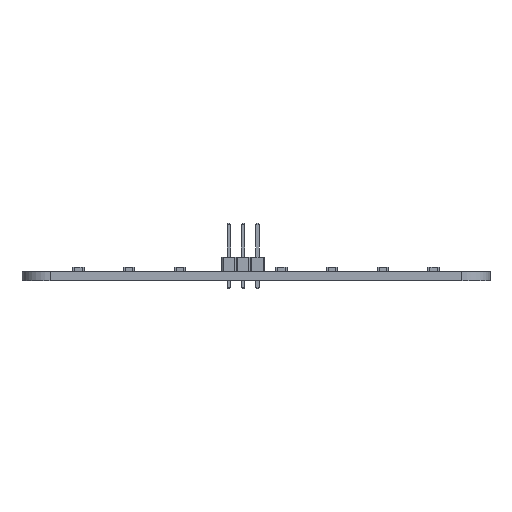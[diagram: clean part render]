
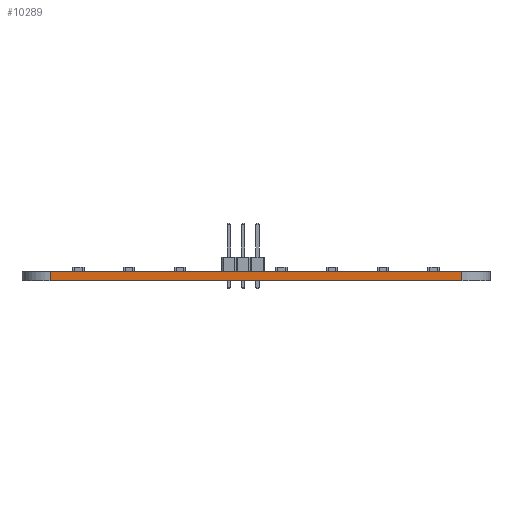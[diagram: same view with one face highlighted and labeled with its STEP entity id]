
A CAD part, left-side view. The second image highlights one B-rep face of the part: STEP entity #10289.
In plain terms, the highlighted planar face has unit normal (-1, 0, 0).
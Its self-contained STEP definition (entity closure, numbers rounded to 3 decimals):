
#8846 = CYLINDRICAL_SURFACE('',#8847,5.);
#8847 = AXIS2_PLACEMENT_3D('',#8848,#8849,#8850);
#8848 = CARTESIAN_POINT('',(45.,-45.,0.));
#8849 = DIRECTION('',(0.,0.,-1.));
#8850 = DIRECTION('',(1.,0.,0.));
#8874 = PLANE('',#8875);
#8875 = AXIS2_PLACEMENT_3D('',#8876,#8877,#8878);
#8876 = CARTESIAN_POINT('',(45.,-40.,1.6));
#8877 = DIRECTION('',(0.,0.,1.));
#8878 = DIRECTION('',(1.,0.,0.));
#8928 = PLANE('',#8929);
#8929 = AXIS2_PLACEMENT_3D('',#8930,#8931,#8932);
#8930 = CARTESIAN_POINT('',(45.,-40.,0.));
#8931 = DIRECTION('',(0.,0.,1.));
#8932 = DIRECTION('',(1.,0.,0.));
#8945 = VERTEX_POINT('',#8946);
#8946 = CARTESIAN_POINT('',(40.,-45.,1.6));
#8968 = EDGE_CURVE('',#8969,#8945,#8971,.T.);
#8969 = VERTEX_POINT('',#8970);
#8970 = CARTESIAN_POINT('',(40.,-45.,0.));
#8971 = SURFACE_CURVE('',#8972,(#8976,#8983),.PCURVE_S1.);
#8972 = LINE('',#8973,#8974);
#8973 = CARTESIAN_POINT('',(40.,-45.,0.));
#8974 = VECTOR('',#8975,1.);
#8975 = DIRECTION('',(0.,0.,1.));
#8976 = PCURVE('',#8846,#8977);
#8977 = DEFINITIONAL_REPRESENTATION('',(#8978),#8982);
#8978 = LINE('',#8979,#8980);
#8979 = CARTESIAN_POINT('',(-3.142,0.));
#8980 = VECTOR('',#8981,1.);
#8981 = DIRECTION('',(0.,-1.));
#8982 = ( GEOMETRIC_REPRESENTATION_CONTEXT(2) 
PARAMETRIC_REPRESENTATION_CONTEXT() REPRESENTATION_CONTEXT('2D SPACE',''
  ) );
#8983 = PCURVE('',#8984,#8989);
#8984 = PLANE('',#8985);
#8985 = AXIS2_PLACEMENT_3D('',#8986,#8987,#8988);
#8986 = CARTESIAN_POINT('',(40.,-118.,0.));
#8987 = DIRECTION('',(-1.,0.,0.));
#8988 = DIRECTION('',(0.,1.,0.));
#8989 = DEFINITIONAL_REPRESENTATION('',(#8990),#8994);
#8990 = LINE('',#8991,#8992);
#8991 = CARTESIAN_POINT('',(73.,0.));
#8992 = VECTOR('',#8993,1.);
#8993 = DIRECTION('',(0.,-1.));
#8994 = ( GEOMETRIC_REPRESENTATION_CONTEXT(2) 
PARAMETRIC_REPRESENTATION_CONTEXT() REPRESENTATION_CONTEXT('2D SPACE',''
  ) );
#9101 = EDGE_CURVE('',#9102,#8969,#9104,.T.);
#9102 = VERTEX_POINT('',#9103);
#9103 = CARTESIAN_POINT('',(40.,-118.,0.));
#9104 = SURFACE_CURVE('',#9105,(#9109,#9116),.PCURVE_S1.);
#9105 = LINE('',#9106,#9107);
#9106 = CARTESIAN_POINT('',(40.,-118.,0.));
#9107 = VECTOR('',#9108,1.);
#9108 = DIRECTION('',(0.,1.,0.));
#9109 = PCURVE('',#8928,#9110);
#9110 = DEFINITIONAL_REPRESENTATION('',(#9111),#9115);
#9111 = LINE('',#9112,#9113);
#9112 = CARTESIAN_POINT('',(-5.,-78.));
#9113 = VECTOR('',#9114,1.);
#9114 = DIRECTION('',(0.,1.));
#9115 = ( GEOMETRIC_REPRESENTATION_CONTEXT(2) 
PARAMETRIC_REPRESENTATION_CONTEXT() REPRESENTATION_CONTEXT('2D SPACE',''
  ) );
#9116 = PCURVE('',#8984,#9117);
#9117 = DEFINITIONAL_REPRESENTATION('',(#9118),#9122);
#9118 = LINE('',#9119,#9120);
#9119 = CARTESIAN_POINT('',(0.,0.));
#9120 = VECTOR('',#9121,1.);
#9121 = DIRECTION('',(1.,0.));
#9122 = ( GEOMETRIC_REPRESENTATION_CONTEXT(2) 
PARAMETRIC_REPRESENTATION_CONTEXT() REPRESENTATION_CONTEXT('2D SPACE',''
  ) );
#9141 = CYLINDRICAL_SURFACE('',#9142,5.);
#9142 = AXIS2_PLACEMENT_3D('',#9143,#9144,#9145);
#9143 = CARTESIAN_POINT('',(45.,-118.,0.));
#9144 = DIRECTION('',(0.,0.,-1.));
#9145 = DIRECTION('',(1.,0.,0.));
#9748 = EDGE_CURVE('',#9749,#8945,#9751,.T.);
#9749 = VERTEX_POINT('',#9750);
#9750 = CARTESIAN_POINT('',(40.,-118.,1.6));
#9751 = SURFACE_CURVE('',#9752,(#9756,#9763),.PCURVE_S1.);
#9752 = LINE('',#9753,#9754);
#9753 = CARTESIAN_POINT('',(40.,-118.,1.6));
#9754 = VECTOR('',#9755,1.);
#9755 = DIRECTION('',(0.,1.,0.));
#9756 = PCURVE('',#8874,#9757);
#9757 = DEFINITIONAL_REPRESENTATION('',(#9758),#9762);
#9758 = LINE('',#9759,#9760);
#9759 = CARTESIAN_POINT('',(-5.,-78.));
#9760 = VECTOR('',#9761,1.);
#9761 = DIRECTION('',(0.,1.));
#9762 = ( GEOMETRIC_REPRESENTATION_CONTEXT(2) 
PARAMETRIC_REPRESENTATION_CONTEXT() REPRESENTATION_CONTEXT('2D SPACE',''
  ) );
#9763 = PCURVE('',#8984,#9764);
#9764 = DEFINITIONAL_REPRESENTATION('',(#9765),#9769);
#9765 = LINE('',#9766,#9767);
#9766 = CARTESIAN_POINT('',(0.,-1.6));
#9767 = VECTOR('',#9768,1.);
#9768 = DIRECTION('',(1.,0.));
#9769 = ( GEOMETRIC_REPRESENTATION_CONTEXT(2) 
PARAMETRIC_REPRESENTATION_CONTEXT() REPRESENTATION_CONTEXT('2D SPACE',''
  ) );
#10289 = ADVANCED_FACE('',(#10290),#8984,.T.);
#10290 = FACE_BOUND('',#10291,.T.);
#10291 = EDGE_LOOP('',(#10292,#10313,#10314,#10315));
#10292 = ORIENTED_EDGE('',*,*,#10293,.T.);
#10293 = EDGE_CURVE('',#9102,#9749,#10294,.T.);
#10294 = SURFACE_CURVE('',#10295,(#10299,#10306),.PCURVE_S1.);
#10295 = LINE('',#10296,#10297);
#10296 = CARTESIAN_POINT('',(40.,-118.,0.));
#10297 = VECTOR('',#10298,1.);
#10298 = DIRECTION('',(0.,0.,1.));
#10299 = PCURVE('',#8984,#10300);
#10300 = DEFINITIONAL_REPRESENTATION('',(#10301),#10305);
#10301 = LINE('',#10302,#10303);
#10302 = CARTESIAN_POINT('',(0.,0.));
#10303 = VECTOR('',#10304,1.);
#10304 = DIRECTION('',(0.,-1.));
#10305 = ( GEOMETRIC_REPRESENTATION_CONTEXT(2) 
PARAMETRIC_REPRESENTATION_CONTEXT() REPRESENTATION_CONTEXT('2D SPACE',''
  ) );
#10306 = PCURVE('',#9141,#10307);
#10307 = DEFINITIONAL_REPRESENTATION('',(#10308),#10312);
#10308 = LINE('',#10309,#10310);
#10309 = CARTESIAN_POINT('',(-3.142,0.));
#10310 = VECTOR('',#10311,1.);
#10311 = DIRECTION('',(0.,-1.));
#10312 = ( GEOMETRIC_REPRESENTATION_CONTEXT(2) 
PARAMETRIC_REPRESENTATION_CONTEXT() REPRESENTATION_CONTEXT('2D SPACE',''
  ) );
#10313 = ORIENTED_EDGE('',*,*,#9748,.T.);
#10314 = ORIENTED_EDGE('',*,*,#8968,.F.);
#10315 = ORIENTED_EDGE('',*,*,#9101,.F.);
